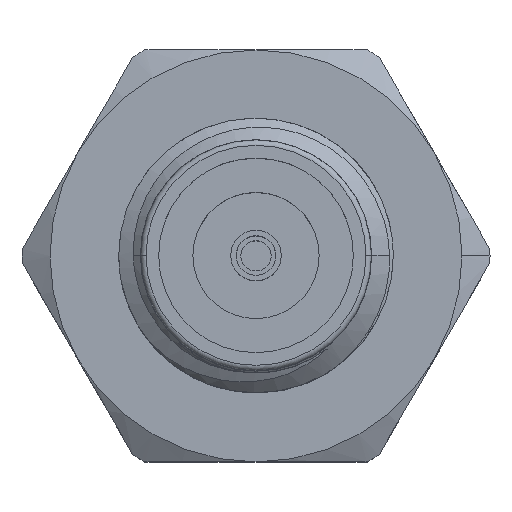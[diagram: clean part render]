
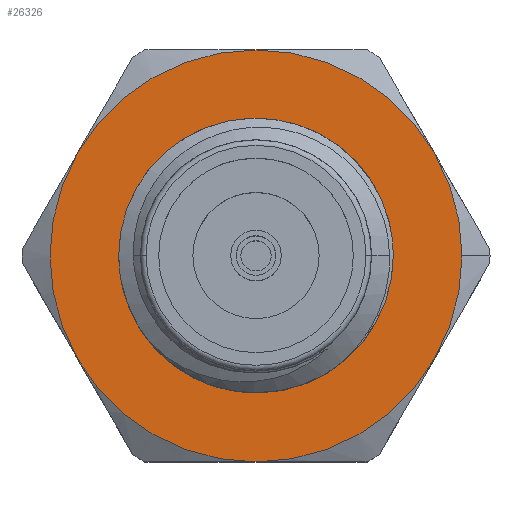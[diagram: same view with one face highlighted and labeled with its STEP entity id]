
A CAD part, top view. The second image highlights one B-rep face of the part: STEP entity #26326.
In plain terms, the highlighted planar face has unit normal (0, 0, 1).
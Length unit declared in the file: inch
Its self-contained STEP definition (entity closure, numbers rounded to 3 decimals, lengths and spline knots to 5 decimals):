
#181 = CARTESIAN_POINT ( 'NONE',  ( 0.1875, 0., -0.307 ) ) ;
#1878 = AXIS2_PLACEMENT_3D ( 'NONE', #27549, #10909, #22177 ) ;
#1929 = AXIS2_PLACEMENT_3D ( 'NONE', #1958, #15982, #21523 ) ;
#1940 = DIRECTION ( 'NONE',  ( 0., 0., 1. ) ) ;
#1958 = CARTESIAN_POINT ( 'NONE',  ( 0., 0., -0.307 ) ) ;
#2118 = VERTEX_POINT ( 'NONE', #181 ) ;
#2300 = CARTESIAN_POINT ( 'NONE',  ( 0.125, 0., -0.307 ) ) ;
#2528 = CIRCLE ( 'NONE', #1929, 0.10512 ) ;
#2989 = ORIENTED_EDGE ( 'NONE', *, *, #3270, .F. ) ;
#3270 = EDGE_CURVE ( 'NONE', #27333, #18343, #10006, .T. ) ;
#3741 = DIRECTION ( 'NONE',  ( 0., 0., 1. ) ) ;
#4342 = DIRECTION ( 'NONE',  ( 0., 0., 1. ) ) ;
#4886 = FACE_BOUND ( 'NONE', #28275, .T. ) ;
#4966 = DIRECTION ( 'NONE',  ( 0., 0., 1. ) ) ;
#5462 = ORIENTED_EDGE ( 'NONE', *, *, #22059, .T. ) ;
#5478 = AXIS2_PLACEMENT_3D ( 'NONE', #29465, #4342, #15603 ) ;
#5704 = DIRECTION ( 'NONE',  ( 0., 0., 1. ) ) ;
#6320 = EDGE_CURVE ( 'NONE', #34513, #25696, #29105, .T. ) ;
#6896 = EDGE_CURVE ( 'NONE', #2118, #25279, #13133, .T. ) ;
#7338 = CIRCLE ( 'NONE', #15016, 0.1875 ) ;
#7692 = ORIENTED_EDGE ( 'NONE', *, *, #6320, .T. ) ;
#8012 = EDGE_CURVE ( 'NONE', #24000, #2118, #21926, .T. ) ;
#8442 = CARTESIAN_POINT ( 'NONE',  ( 0., -0.1875, -0.307 ) ) ;
#8464 = EDGE_LOOP ( 'NONE', ( #12538, #18961, #33365, #28841, #26959, #7692, #5462 ) ) ;
#9763 = CARTESIAN_POINT ( 'NONE',  ( 0.10512, 0., -0.307 ) ) ;
#10006 = CIRCLE ( 'NONE', #12949, 0.10512 ) ;
#10179 = CARTESIAN_POINT ( 'NONE',  ( -0.16238, -0.09375, -0.307 ) ) ;
#10227 = CARTESIAN_POINT ( 'NONE',  ( 0., 0., -0.307 ) ) ;
#10836 = AXIS2_PLACEMENT_3D ( 'NONE', #12225, #3741, #25716 ) ;
#10909 = DIRECTION ( 'NONE',  ( 0., 0., 1. ) ) ;
#11505 = EDGE_CURVE ( 'NONE', #18343, #27333, #2528, .T. ) ;
#12225 = CARTESIAN_POINT ( 'NONE',  ( 0., 0., -0.307 ) ) ;
#12538 = ORIENTED_EDGE ( 'NONE', *, *, #8012, .T. ) ;
#12949 = AXIS2_PLACEMENT_3D ( 'NONE', #19206, #16433, #19752 ) ;
#13133 = CIRCLE ( 'NONE', #5478, 0.1875 ) ;
#15016 = AXIS2_PLACEMENT_3D ( 'NONE', #25455, #5704, #22139 ) ;
#15480 = EDGE_CURVE ( 'NONE', #32830, #35718, #21648, .T. ) ;
#15603 = DIRECTION ( 'NONE',  ( 1., 0., 0. ) ) ;
#15787 = EDGE_CURVE ( 'NONE', #25279, #32830, #22225, .T. ) ;
#15982 = DIRECTION ( 'NONE',  ( 0., 0., 1. ) ) ;
#16433 = DIRECTION ( 'NONE',  ( 0., 0., 1. ) ) ;
#18217 = CARTESIAN_POINT ( 'NONE',  ( 0.16238, 0.09375, -0.307 ) ) ;
#18343 = VERTEX_POINT ( 'NONE', #23160 ) ;
#18552 = DIRECTION ( 'NONE',  ( 1., 0., 0. ) ) ;
#18961 = ORIENTED_EDGE ( 'NONE', *, *, #6896, .T. ) ;
#19093 = PLANE ( 'NONE',  #30328 ) ;
#19174 = DIRECTION ( 'NONE',  ( 1., 0., 0. ) ) ;
#19206 = CARTESIAN_POINT ( 'NONE',  ( 0., 0., -0.307 ) ) ;
#19639 = AXIS2_PLACEMENT_3D ( 'NONE', #10227, #27408, #18552 ) ;
#19752 = DIRECTION ( 'NONE',  ( 1., 0., 0. ) ) ;
#20290 = CARTESIAN_POINT ( 'NONE',  ( 0.16238, -0.09375, -0.307 ) ) ;
#21466 = CIRCLE ( 'NONE', #10836, 0.1875 ) ;
#21523 = DIRECTION ( 'NONE',  ( 1., 0., 0. ) ) ;
#21648 = CIRCLE ( 'NONE', #35219, 0.1875 ) ;
#21926 = CIRCLE ( 'NONE', #1878, 0.1875 ) ;
#22059 = EDGE_CURVE ( 'NONE', #25696, #24000, #21466, .T. ) ;
#22139 = DIRECTION ( 'NONE',  ( 1., 0., 0. ) ) ;
#22177 = DIRECTION ( 'NONE',  ( 1., 0., 0. ) ) ;
#22179 = ORIENTED_EDGE ( 'NONE', *, *, #11505, .F. ) ;
#22225 = CIRCLE ( 'NONE', #26379, 0.1875 ) ;
#22765 = CARTESIAN_POINT ( 'NONE',  ( 0., 0., -0.307 ) ) ;
#23160 = CARTESIAN_POINT ( 'NONE',  ( -0.10512, 0., -0.307 ) ) ;
#24000 = VERTEX_POINT ( 'NONE', #20290 ) ;
#24404 = CARTESIAN_POINT ( 'NONE',  ( 0., 0.1875, -0.307 ) ) ;
#24817 = CARTESIAN_POINT ( 'NONE',  ( -0.16238, 0.09375, -0.307 ) ) ;
#25279 = VERTEX_POINT ( 'NONE', #18217 ) ;
#25455 = CARTESIAN_POINT ( 'NONE',  ( 0., 0., -0.307 ) ) ;
#25696 = VERTEX_POINT ( 'NONE', #8442 ) ;
#25716 = DIRECTION ( 'NONE',  ( 1., 0., 0. ) ) ;
#26326 = ADVANCED_FACE ( 'NONE', ( #4886, #30004 ), #19093, .T. ) ;
#26379 = AXIS2_PLACEMENT_3D ( 'NONE', #22765, #34042, #28503 ) ;
#26959 = ORIENTED_EDGE ( 'NONE', *, *, #31599, .T. ) ;
#27333 = VERTEX_POINT ( 'NONE', #9763 ) ;
#27408 = DIRECTION ( 'NONE',  ( 0., 0., 1. ) ) ;
#27549 = CARTESIAN_POINT ( 'NONE',  ( 0., 0., -0.307 ) ) ;
#28275 = EDGE_LOOP ( 'NONE', ( #22179, #2989 ) ) ;
#28503 = DIRECTION ( 'NONE',  ( 1., 0., 0. ) ) ;
#28841 = ORIENTED_EDGE ( 'NONE', *, *, #15480, .T. ) ;
#29105 = CIRCLE ( 'NONE', #19639, 0.1875 ) ;
#29465 = CARTESIAN_POINT ( 'NONE',  ( 0., 0., -0.307 ) ) ;
#30004 = FACE_OUTER_BOUND ( 'NONE', #8464, .T. ) ;
#30266 = CARTESIAN_POINT ( 'NONE',  ( 0., 0., -0.307 ) ) ;
#30328 = AXIS2_PLACEMENT_3D ( 'NONE', #2300, #1940, #33316 ) ;
#31599 = EDGE_CURVE ( 'NONE', #35718, #34513, #7338, .T. ) ;
#32830 = VERTEX_POINT ( 'NONE', #24404 ) ;
#33316 = DIRECTION ( 'NONE',  ( 1., 0., 0. ) ) ;
#33365 = ORIENTED_EDGE ( 'NONE', *, *, #15787, .T. ) ;
#34042 = DIRECTION ( 'NONE',  ( 0., 0., 1. ) ) ;
#34513 = VERTEX_POINT ( 'NONE', #10179 ) ;
#35219 = AXIS2_PLACEMENT_3D ( 'NONE', #30266, #4966, #19174 ) ;
#35718 = VERTEX_POINT ( 'NONE', #24817 ) ;
